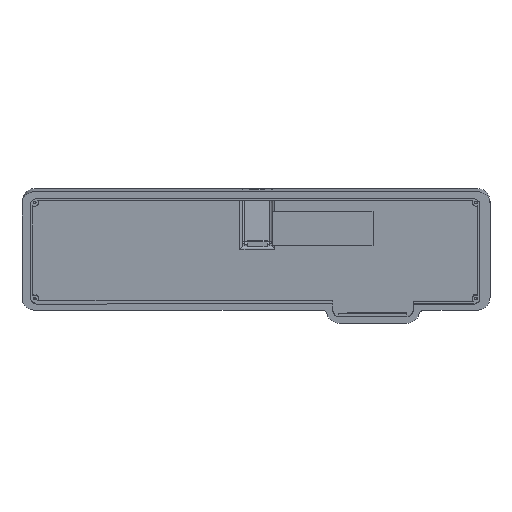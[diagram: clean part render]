
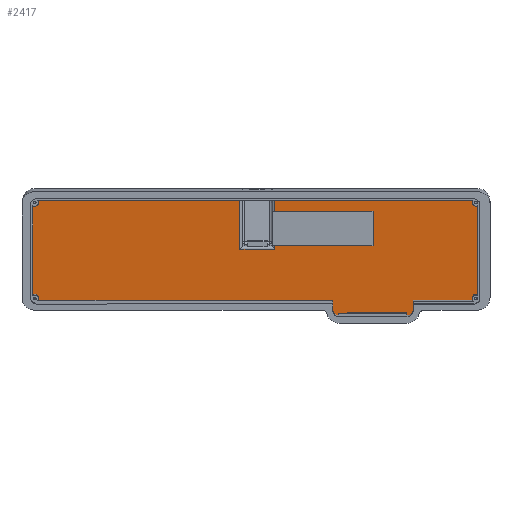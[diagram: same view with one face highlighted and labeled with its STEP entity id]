
A CAD part, top view. The second image highlights one B-rep face of the part: STEP entity #2417.
In plain terms, the highlighted planar face has unit normal (0, -0.122, 0.993).
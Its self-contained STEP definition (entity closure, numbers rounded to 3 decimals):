
#101=PLANE('',#2588);
#184=FACE_OUTER_BOUND('',#324,.T.);
#324=EDGE_LOOP('',(#1768,#1769,#1770,#1771,#1772,#1773,#1774,#1775,#1776,
#1777,#1778,#1779,#1780,#1781,#1782,#1783,#1784,#1785,#1786,#1787,#1788,
#1789,#1790,#1791,#1792,#1793));
#469=LINE('',#3445,#702);
#470=LINE('',#3451,#703);
#472=LINE('',#3458,#705);
#476=LINE('',#3465,#709);
#478=LINE('',#3468,#711);
#496=LINE('',#3558,#729);
#509=LINE('',#3625,#742);
#531=LINE('',#3670,#764);
#532=LINE('',#3674,#765);
#533=LINE('',#3678,#766);
#534=LINE('',#3680,#767);
#535=LINE('',#3682,#768);
#536=LINE('',#3686,#769);
#537=LINE('',#3688,#770);
#538=LINE('',#3690,#771);
#539=LINE('',#3694,#772);
#540=LINE('',#3696,#773);
#541=LINE('',#3698,#774);
#542=LINE('',#3702,#775);
#543=LINE('',#3705,#776);
#702=VECTOR('',#2762,10.);
#703=VECTOR('',#2767,10.);
#705=VECTOR('',#2773,10.);
#709=VECTOR('',#2779,10.);
#711=VECTOR('',#2783,10.);
#729=VECTOR('',#2839,10.);
#742=VECTOR('',#2904,10.);
#764=VECTOR('',#2938,10.);
#765=VECTOR('',#2941,10.);
#766=VECTOR('',#2944,10.);
#767=VECTOR('',#2945,10.);
#768=VECTOR('',#2946,10.);
#769=VECTOR('',#2949,10.);
#770=VECTOR('',#2950,10.);
#771=VECTOR('',#2951,10.);
#772=VECTOR('',#2954,10.);
#773=VECTOR('',#2955,10.);
#774=VECTOR('',#2956,10.);
#775=VECTOR('',#2959,10.);
#776=VECTOR('',#2962,10.);
#956=CIRCLE('',#2589,3.);
#957=CIRCLE('',#2590,3.);
#958=CIRCLE('',#2591,5.);
#959=CIRCLE('',#2592,5.);
#960=CIRCLE('',#2593,3.);
#961=CIRCLE('',#2594,3.);
#1016=VERTEX_POINT('',#3438);
#1019=VERTEX_POINT('',#3443);
#1021=VERTEX_POINT('',#3448);
#1022=VERTEX_POINT('',#3450);
#1024=VERTEX_POINT('',#3456);
#1025=VERTEX_POINT('',#3457);
#1050=VERTEX_POINT('',#3556);
#1064=VERTEX_POINT('',#3623);
#1081=VERTEX_POINT('',#3669);
#1082=VERTEX_POINT('',#3671);
#1083=VERTEX_POINT('',#3673);
#1084=VERTEX_POINT('',#3675);
#1085=VERTEX_POINT('',#3677);
#1086=VERTEX_POINT('',#3679);
#1087=VERTEX_POINT('',#3681);
#1088=VERTEX_POINT('',#3683);
#1089=VERTEX_POINT('',#3685);
#1090=VERTEX_POINT('',#3687);
#1091=VERTEX_POINT('',#3689);
#1092=VERTEX_POINT('',#3691);
#1093=VERTEX_POINT('',#3693);
#1094=VERTEX_POINT('',#3695);
#1095=VERTEX_POINT('',#3697);
#1096=VERTEX_POINT('',#3699);
#1097=VERTEX_POINT('',#3701);
#1098=VERTEX_POINT('',#3703);
#1246=EDGE_CURVE('',#1019,#1016,#469,.T.);
#1248=EDGE_CURVE('',#1021,#1022,#470,.T.);
#1251=EDGE_CURVE('',#1024,#1025,#472,.T.);
#1255=EDGE_CURVE('',#1021,#1024,#476,.T.);
#1257=EDGE_CURVE('',#1025,#1016,#478,.T.);
#1289=EDGE_CURVE('',#1050,#1019,#496,.T.);
#1316=EDGE_CURVE('',#1064,#1050,#509,.T.);
#1339=EDGE_CURVE('',#1064,#1081,#531,.T.);
#1340=EDGE_CURVE('',#1081,#1082,#956,.T.);
#1341=EDGE_CURVE('',#1082,#1083,#532,.T.);
#1342=EDGE_CURVE('',#1083,#1084,#957,.T.);
#1343=EDGE_CURVE('',#1084,#1085,#533,.T.);
#1344=EDGE_CURVE('',#1085,#1086,#534,.T.);
#1345=EDGE_CURVE('',#1086,#1087,#535,.T.);
#1346=EDGE_CURVE('',#1087,#1088,#958,.T.);
#1347=EDGE_CURVE('',#1088,#1089,#536,.T.);
#1348=EDGE_CURVE('',#1089,#1090,#537,.T.);
#1349=EDGE_CURVE('',#1090,#1091,#538,.T.);
#1350=EDGE_CURVE('',#1091,#1092,#959,.T.);
#1351=EDGE_CURVE('',#1092,#1093,#539,.T.);
#1352=EDGE_CURVE('',#1093,#1094,#540,.T.);
#1353=EDGE_CURVE('',#1094,#1095,#541,.T.);
#1354=EDGE_CURVE('',#1095,#1096,#960,.T.);
#1355=EDGE_CURVE('',#1096,#1097,#542,.T.);
#1356=EDGE_CURVE('',#1097,#1098,#961,.T.);
#1357=EDGE_CURVE('',#1098,#1022,#543,.T.);
#1768=ORIENTED_EDGE('',*,*,#1257,.T.);
#1769=ORIENTED_EDGE('',*,*,#1246,.F.);
#1770=ORIENTED_EDGE('',*,*,#1289,.F.);
#1771=ORIENTED_EDGE('',*,*,#1316,.F.);
#1772=ORIENTED_EDGE('',*,*,#1339,.T.);
#1773=ORIENTED_EDGE('',*,*,#1340,.T.);
#1774=ORIENTED_EDGE('',*,*,#1341,.T.);
#1775=ORIENTED_EDGE('',*,*,#1342,.T.);
#1776=ORIENTED_EDGE('',*,*,#1343,.T.);
#1777=ORIENTED_EDGE('',*,*,#1344,.T.);
#1778=ORIENTED_EDGE('',*,*,#1345,.T.);
#1779=ORIENTED_EDGE('',*,*,#1346,.T.);
#1780=ORIENTED_EDGE('',*,*,#1347,.T.);
#1781=ORIENTED_EDGE('',*,*,#1348,.T.);
#1782=ORIENTED_EDGE('',*,*,#1349,.T.);
#1783=ORIENTED_EDGE('',*,*,#1350,.T.);
#1784=ORIENTED_EDGE('',*,*,#1351,.T.);
#1785=ORIENTED_EDGE('',*,*,#1352,.T.);
#1786=ORIENTED_EDGE('',*,*,#1353,.T.);
#1787=ORIENTED_EDGE('',*,*,#1354,.T.);
#1788=ORIENTED_EDGE('',*,*,#1355,.T.);
#1789=ORIENTED_EDGE('',*,*,#1356,.T.);
#1790=ORIENTED_EDGE('',*,*,#1357,.T.);
#1791=ORIENTED_EDGE('',*,*,#1248,.F.);
#1792=ORIENTED_EDGE('',*,*,#1255,.T.);
#1793=ORIENTED_EDGE('',*,*,#1251,.T.);
#2417=ADVANCED_FACE('',(#184),#101,.F.);
#2588=AXIS2_PLACEMENT_3D('',#3668,#2936,#2937);
#2589=AXIS2_PLACEMENT_3D('',#3672,#2939,#2940);
#2590=AXIS2_PLACEMENT_3D('',#3676,#2942,#2943);
#2591=AXIS2_PLACEMENT_3D('',#3684,#2947,#2948);
#2592=AXIS2_PLACEMENT_3D('',#3692,#2952,#2953);
#2593=AXIS2_PLACEMENT_3D('',#3700,#2957,#2958);
#2594=AXIS2_PLACEMENT_3D('',#3704,#2960,#2961);
#2762=DIRECTION('',(0.,0.993,0.122));
#2767=DIRECTION('',(0.,0.993,0.122));
#2773=DIRECTION('',(0.,-0.993,-0.122));
#2779=DIRECTION('',(1.,0.,0.));
#2783=DIRECTION('',(-1.,0.,0.));
#2839=DIRECTION('',(1.,0.,0.));
#2904=DIRECTION('',(0.,-0.993,-0.122));
#2936=DIRECTION('center_axis',(0.,0.122,
-0.993));
#2937=DIRECTION('ref_axis',(1.,0.,0.));
#2938=DIRECTION('',(-1.,0.,0.));
#2939=DIRECTION('center_axis',(0.,0.122,
-0.993));
#2940=DIRECTION('ref_axis',(1.,0.,0.));
#2941=DIRECTION('',(0.,-0.993,-0.122));
#2942=DIRECTION('center_axis',(0.,0.122,
-0.993));
#2943=DIRECTION('ref_axis',(1.,0.,0.));
#2944=DIRECTION('',(1.,0.001,0.));
#2945=DIRECTION('',(0.001,-0.993,-0.122));
#2946=DIRECTION('',(0.,-0.993,-0.122));
#2947=DIRECTION('center_axis',(0.,-0.122,
0.993));
#2948=DIRECTION('ref_axis',(-0.707,-0.702,-0.086));
#2949=DIRECTION('',(0.,0.993,0.122));
#2950=DIRECTION('',(1.,0.,0.));
#2951=DIRECTION('',(0.,-0.993,-0.122));
#2952=DIRECTION('center_axis',(0.,-0.122,
0.993));
#2953=DIRECTION('ref_axis',(0.708,-0.701,-0.086));
#2954=DIRECTION('',(-0.001,0.993,0.122));
#2955=DIRECTION('',(0.,0.993,0.122));
#2956=DIRECTION('',(1.,0.,0.));
#2957=DIRECTION('center_axis',(0.,0.122,
-0.993));
#2958=DIRECTION('ref_axis',(1.,0.,0.));
#2959=DIRECTION('',(0.,0.993,0.122));
#2960=DIRECTION('center_axis',(0.,0.122,
-0.993));
#2961=DIRECTION('ref_axis',(1.,0.,0.));
#2962=DIRECTION('',(-1.,0.,0.));
#3438=CARTESIAN_POINT('',(75.716,8.501,12.818));
#3443=CARTESIAN_POINT('',(75.716,6.022,12.513));
#3445=CARTESIAN_POINT('',(75.716,22.343,14.517));
#3448=CARTESIAN_POINT('',(75.716,36.398,16.243));
#3450=CARTESIAN_POINT('',(75.716,45.518,17.363));
#3451=CARTESIAN_POINT('',(75.716,22.343,14.517));
#3456=CARTESIAN_POINT('',(155.,36.398,16.243));
#3457=CARTESIAN_POINT('',(155.,8.501,12.818));
#3458=CARTESIAN_POINT('',(155.,18.345,14.026));
#3465=CARTESIAN_POINT('',(68.207,36.398,16.243));
#3468=CARTESIAN_POINT('',(107.849,8.501,12.818));
#3556=CARTESIAN_POINT('',(47.716,6.022,12.513));
#3558=CARTESIAN_POINT('',(93.85,6.022,12.513));
#3623=CARTESIAN_POINT('',(47.716,45.518,17.363));
#3625=CARTESIAN_POINT('',(47.716,4.973,12.384));
#3668=CARTESIAN_POINT('Origin',(60.698,0.292,11.81));
#3669=CARTESIAN_POINT('',(-115.169,45.518,17.363));
#3670=CARTESIAN_POINT('',(-27.747,45.518,17.363));
#3671=CARTESIAN_POINT('',(-119.192,41.291,16.844));
#3672=CARTESIAN_POINT('Origin',(-117.65,43.845,17.157));
#3673=CARTESIAN_POINT('',(-119.198,-31.011,7.966));
#3674=CARTESIAN_POINT('',(-119.197,-15.981,9.812));
#3675=CARTESIAN_POINT('',(-115.139,-35.246,7.446));
#3676=CARTESIAN_POINT('Origin',(-117.584,-33.521,7.658));
#3677=CARTESIAN_POINT('',(122.49,-35.101,7.464));
#3678=CARTESIAN_POINT('',(91.605,-35.12,7.462));
#3679=CARTESIAN_POINT('',(122.491,-37.086,7.22));
#3680=CARTESIAN_POINT('',(122.48,-18.378,9.517));
#3681=CARTESIAN_POINT('',(122.491,-42.554,6.549));
#3682=CARTESIAN_POINT('',(122.491,-21.131,9.179));
#3683=CARTESIAN_POINT('',(127.492,-47.517,5.939));
#3684=CARTESIAN_POINT('Origin',(127.491,-42.554,6.549));
#3685=CARTESIAN_POINT('',(127.492,-45.532,6.183));
#3686=CARTESIAN_POINT('',(127.488,-23.608,8.875));
#3687=CARTESIAN_POINT('',(182.397,-45.524,6.184));
#3688=CARTESIAN_POINT('',(121.551,-45.533,6.183));
#3689=CARTESIAN_POINT('',(182.397,-47.509,5.94));
#3690=CARTESIAN_POINT('',(182.393,-23.599,8.876));
#3691=CARTESIAN_POINT('',(187.396,-42.541,6.55));
#3692=CARTESIAN_POINT('Origin',(182.396,-42.546,6.55));
#3693=CARTESIAN_POINT('',(187.391,-37.424,7.179));
#3694=CARTESIAN_POINT('',(187.373,-18.504,9.502));
#3695=CARTESIAN_POINT('',(187.391,-35.439,7.422));
#3696=CARTESIAN_POINT('',(187.388,-18.554,9.496));
#3697=CARTESIAN_POINT('',(235.79,-35.43,7.424));
#3698=CARTESIAN_POINT('',(148.473,-35.446,7.422));
#3699=CARTESIAN_POINT('',(239.241,-30.742,7.999));
#3700=CARTESIAN_POINT('Origin',(238.054,-33.477,7.663));
#3701=CARTESIAN_POINT('',(239.234,41.252,16.839));
#3702=CARTESIAN_POINT('',(239.236,21.424,14.404));
#3703=CARTESIAN_POINT('',(235.447,45.518,17.363));
#3704=CARTESIAN_POINT('Origin',(238.01,43.97,17.173));
#3705=CARTESIAN_POINT('',(-27.747,45.518,17.363));
